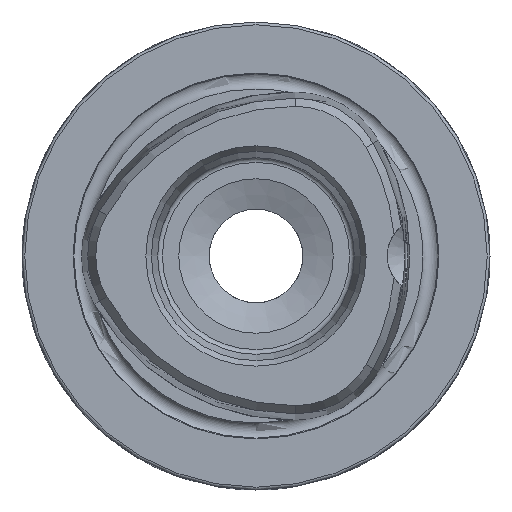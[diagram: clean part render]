
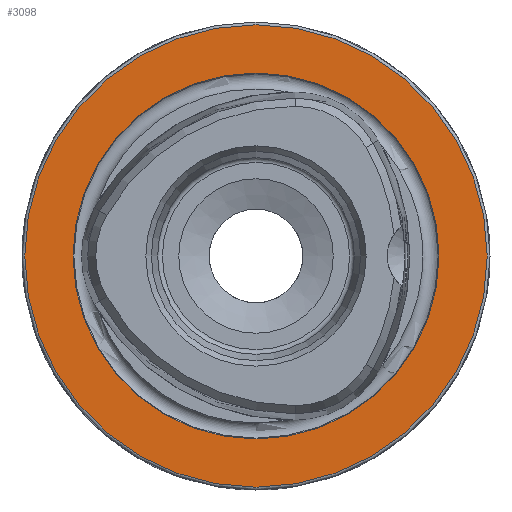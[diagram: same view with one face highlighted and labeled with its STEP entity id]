
A CAD part, left-side view. The second image highlights one B-rep face of the part: STEP entity #3098.
In plain terms, the highlighted planar face has unit normal (-1, 0, 0).
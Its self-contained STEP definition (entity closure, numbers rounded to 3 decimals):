
#126 = ORIENTED_EDGE ( 'NONE', *, *, #3777, .F. ) ;
#444 = CARTESIAN_POINT ( 'NONE',  ( 0., 0., 0. ) ) ;
#519 = CARTESIAN_POINT ( 'NONE',  ( 0., 19.55, 0. ) ) ;
#555 = DIRECTION ( 'NONE',  ( 1., 0., 0. ) ) ;
#802 = DIRECTION ( 'NONE',  ( 0., 0., 1. ) ) ;
#1042 = AXIS2_PLACEMENT_3D ( 'NONE', #4265, #3325, #4344 ) ;
#1899 = CIRCLE ( 'NONE', #3459, 24.7 ) ;
#2170 = EDGE_LOOP ( 'NONE', ( #2669 ) ) ;
#2187 = DIRECTION ( 'NONE',  ( -1., 0., 0. ) ) ;
#2309 = EDGE_CURVE ( 'NONE', #4384, #4384, #1899, .T. ) ;
#2378 = CIRCLE ( 'NONE', #1042, 19.55 ) ;
#2626 = VERTEX_POINT ( 'NONE', #3102 ) ;
#2669 = ORIENTED_EDGE ( 'NONE', *, *, #2309, .T. ) ;
#2740 = AXIS2_PLACEMENT_3D ( 'NONE', #519, #555, #2922 ) ;
#2753 = FACE_BOUND ( 'NONE', #2834, .T. ) ;
#2834 = EDGE_LOOP ( 'NONE', ( #126 ) ) ;
#2922 = DIRECTION ( 'NONE',  ( 0., 0., -1. ) ) ;
#3098 = ADVANCED_FACE ( 'NONE', ( #2753, #4254 ), #3940, .F. ) ;
#3102 = CARTESIAN_POINT ( 'NONE',  ( 0., 0., 19.55 ) ) ;
#3325 = DIRECTION ( 'NONE',  ( -1., 0., 0. ) ) ;
#3430 = CARTESIAN_POINT ( 'NONE',  ( 0., 0., 24.7 ) ) ;
#3459 = AXIS2_PLACEMENT_3D ( 'NONE', #444, #2187, #802 ) ;
#3777 = EDGE_CURVE ( 'NONE', #2626, #2626, #2378, .T. ) ;
#3940 = PLANE ( 'NONE',  #2740 ) ;
#4254 = FACE_OUTER_BOUND ( 'NONE', #2170, .T. ) ;
#4265 = CARTESIAN_POINT ( 'NONE',  ( 0., 0., 0. ) ) ;
#4344 = DIRECTION ( 'NONE',  ( 0., 0., 1. ) ) ;
#4384 = VERTEX_POINT ( 'NONE', #3430 ) ;
